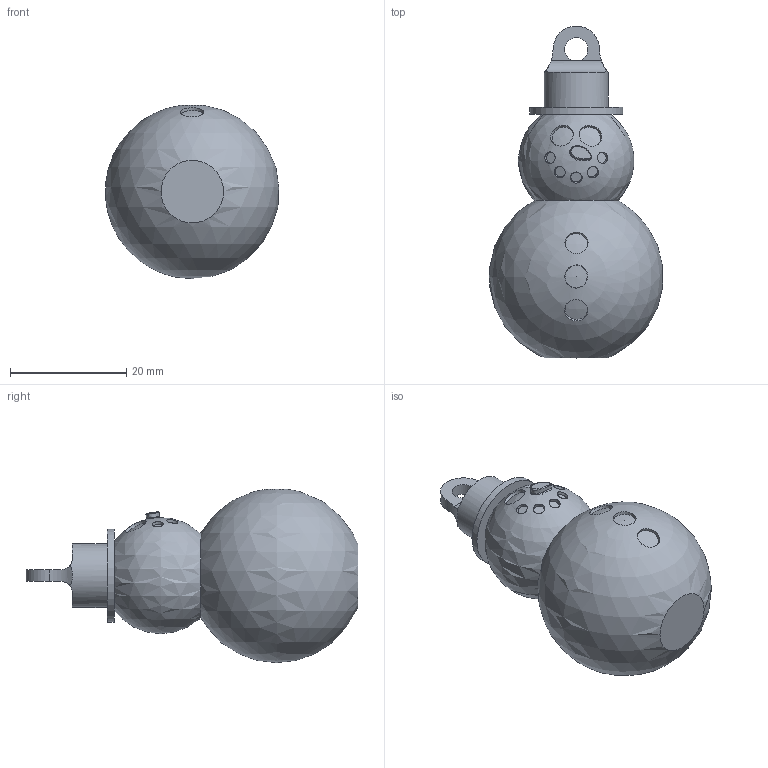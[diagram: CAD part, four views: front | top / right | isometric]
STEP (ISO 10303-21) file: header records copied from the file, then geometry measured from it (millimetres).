
FILE_DESCRIPTION(/* description */ (''),/* implementation_level */ '2;1');
FILE_NAME(/* name */ 'Christmas.step',/* time_stamp */ '2025-12-15T19:46:59+08:00',/* author */ (''),/* organization */ (''),/* preprocessor_version */ 'ST-DEVELOPER v20.1',/* originating_system */ 'Autodesk Translation Framework v14.21.0.0',/* authorisation */ '');
FILE_SCHEMA (('AUTOMOTIVE_DESIGN { 1 0 10303 214 3 1 1 }'));
Length unit declared in the file: millimetre
Products named in the file (1): (Unsaved)
Bounding box: 29.84 x 57.2 x 29.88 mm (x, y, z)
Volume: 18622.8 mm3; surface area: 4315.5 mm2
Topology: 1 solids, 1 shells, 41 faces, 94 edges, 64 vertices
Faces by surface type: bspline 13, sphere 13, cylinder 8, plane 7
Full cylindrical faces by diameter (mm): 4 x1, 11 x1, 16 x1
Entity records: 3802 total; most frequent: CARTESIAN_POINT 2944, ORIENTED_EDGE 180, DIRECTION 128, EDGE_CURVE 90, VERTEX_POINT 64, EDGE_LOOP 56, AXIS2_PLACEMENT_3D 53, B_SPLINE_CURVE_WITH_KNOTS 44
